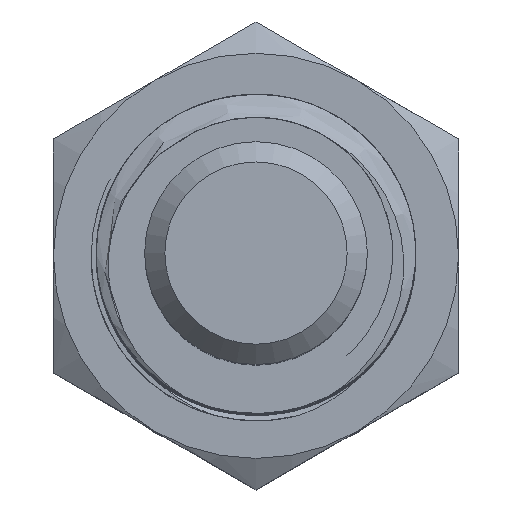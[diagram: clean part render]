
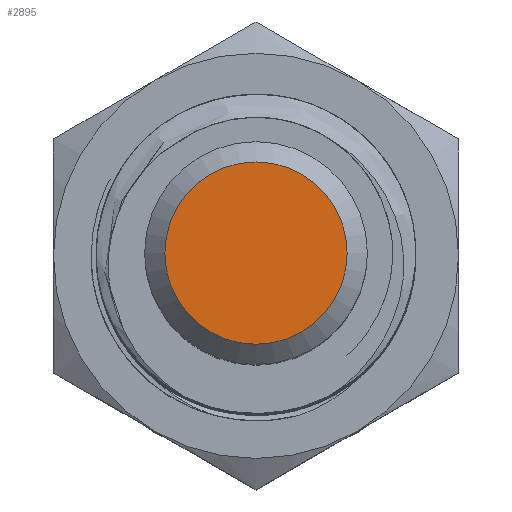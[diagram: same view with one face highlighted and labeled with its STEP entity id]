
A CAD part, top view. The second image highlights one B-rep face of the part: STEP entity #2895.
In plain terms, the highlighted planar face has unit normal (0, 0, 1).
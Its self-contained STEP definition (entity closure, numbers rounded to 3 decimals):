
#46=PLANE('',#3105);
#260=FACE_OUTER_BOUND('',#425,.T.);
#425=EDGE_LOOP('',(#2476));
#485=CIRCLE('',#3101,2.25);
#1258=VERTEX_POINT('',#10707);
#1673=EDGE_CURVE('',#1258,#1258,#485,.T.);
#2476=ORIENTED_EDGE('',*,*,#1673,.F.);
#2895=ADVANCED_FACE('',(#260),#46,.T.);
#3101=AXIS2_PLACEMENT_3D('',#10708,#3551,#3552);
#3105=AXIS2_PLACEMENT_3D('',#10716,#3561,#3562);
#3551=DIRECTION('center_axis',(0.,0.,-1.));
#3552=DIRECTION('ref_axis',(1.,0.,0.));
#3561=DIRECTION('center_axis',(0.,0.,1.));
#3562=DIRECTION('ref_axis',(1.,0.,0.));
#10707=CARTESIAN_POINT('',(-2.25,0.,71.5));
#10708=CARTESIAN_POINT('Origin',(0.,0.,71.5));
#10716=CARTESIAN_POINT('Origin',(0.,0.,71.5));
